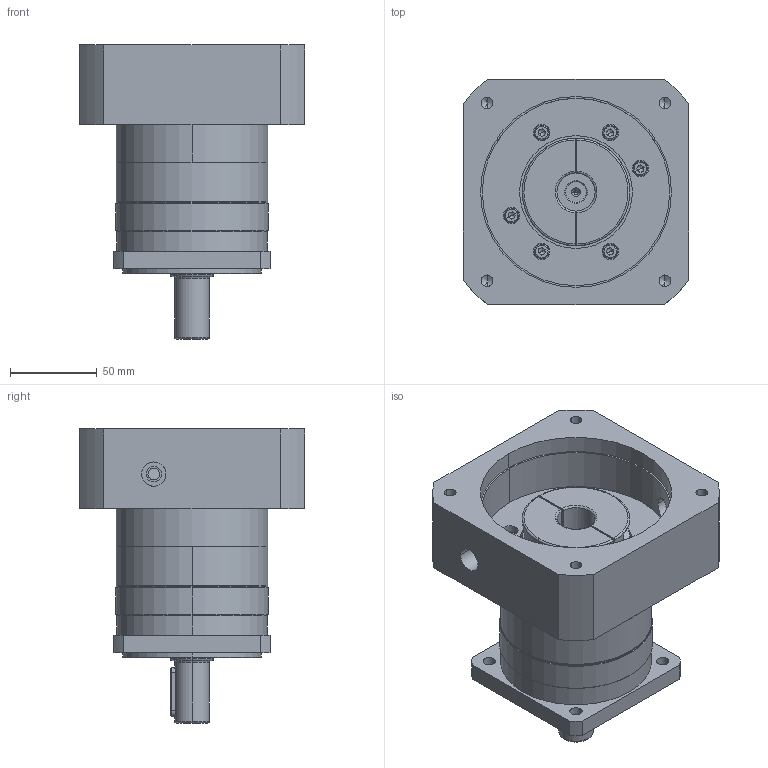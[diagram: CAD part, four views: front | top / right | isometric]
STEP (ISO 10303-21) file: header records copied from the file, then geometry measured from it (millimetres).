
FILE_DESCRIPTION (( 'STEP AP214' ), '1' );
FILE_NAME ('MYF090-L1-22-110-145-M8-57.STEP', '2022-10-13T10:41:35', ( '' ), ( '' ), 'SwSTEP 2.0', 'SolidWorks 2014', '' );
FILE_SCHEMA (( 'AUTOMOTIVE_DESIGN' ));
Length unit declared in the file: millimetre
Products named in the file (12): MYF090-22-110-145-M8输入法兰; hexagon socket head cap screws gb_GB_FASTENER_SCREWS_HSHCS M5X50-N_1; spring lock washers--normal type gb_GB_FASTENER_WASHER_SW 5_1; MYF090-L1-22-110-145-M8-57; 090怀堤粣-20_1; 6205-2rz_1; circlips for shaft--type a large gb_GB_CONNECTING_PIECE_RING_RRA 25_1; F090堤薯楊擘; plain parallel keys_GB_CONNECTING_PIECE_KEYS_CSK 6X28_1; 090齿圈-L1; 6007_1; MYF090M输入轴-22
Assembly tree (21 placements, depth 2):
  MYF090-L1-22-110-145-M8-57
    090齿圈-L1
    F090堤薯楊擘
    6205-2rz_1
    090怀堤粣-20_1
    circlips for shaft--type a large gb_GB_CONNECTING_PIECE_RING_RRA 25_1
    6007_1
    spring lock washers--normal type gb_GB_FASTENER_WASHER_SW 5_1  x6
    hexagon socket head cap screws gb_GB_FASTENER_SCREWS_HSHCS M5X50-N_1  x6
    plain parallel keys_GB_CONNECTING_PIECE_KEYS_CSK 6X28_1
    MYF090-22-110-145-M8输入法兰
    MYF090M输入轴-22
Bounding box: 130 x 130 x 169.5 mm (x, y, z)
Volume: 852336.5 mm3; surface area: 207731.6 mm2
Topology: 21 solids, 23 shells, 868 faces, 2595 edges, 1584 vertices
Faces by surface type: cylinder 299, plane 221, bspline 214, cone 98, torus 36
Entity records: 31577 total; most frequent: CARTESIAN_POINT 13444, ORIENTED_EDGE 4042, DIRECTION 3437, EDGE_CURVE 2021, AXIS2_PLACEMENT_3D 1494, VERTEX_POINT 1339, CIRCLE 991, EDGE_LOOP 822
